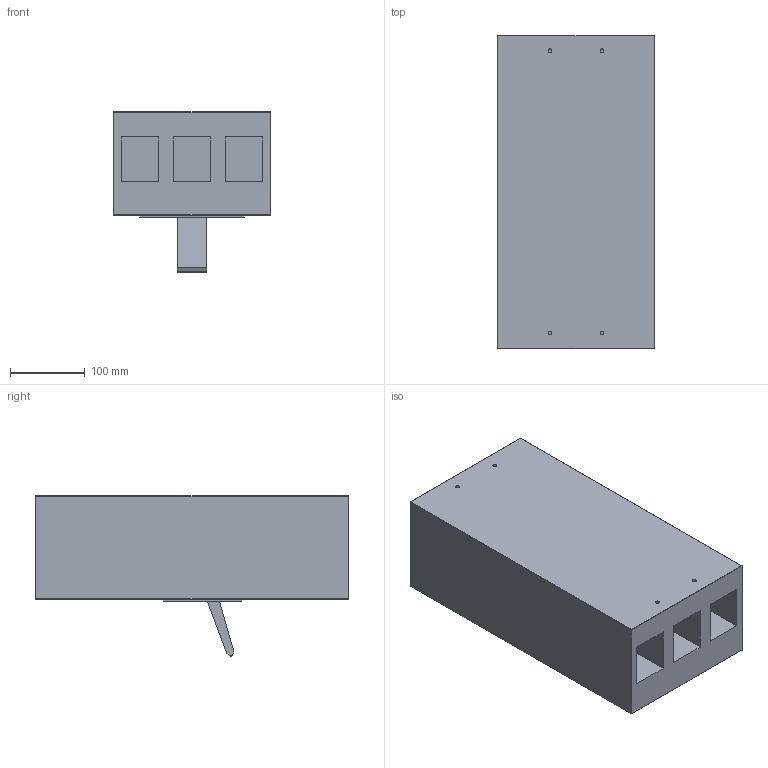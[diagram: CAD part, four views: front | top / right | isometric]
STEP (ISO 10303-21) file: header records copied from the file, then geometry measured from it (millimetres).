
FILE_DESCRIPTION (( 'STEP AP214' ), '1' );
FILE_NAME ('ÂÀ-99-1600 3-õ ïîë..STEP', '2018-03-06T11:22:41', ( '' ), ( '' ), 'SwSTEP 2.0', 'SolidWorks 2017', '' );
FILE_SCHEMA (( 'AUTOMOTIVE_DESIGN' ));
Length unit declared in the file: millimetre
Products named in the file (1): ÂÀ-99-1600 3-õ ïîë.
Bounding box: 210 x 420 x 214.5 mm (x, y, z)
Volume: 11297236.9 mm3; surface area: 433157.3 mm2
Topology: 1 solids, 1 shells, 85 faces, 185 edges, 114 vertices
Faces by surface type: plane 75, cylinder 10
Entity records: 2289 total; most frequent: CARTESIAN_POINT 385, DIRECTION 377, ORIENTED_EDGE 370, EDGE_CURVE 185, VECTOR 165, LINE 165, VERTEX_POINT 114, AXIS2_PLACEMENT_3D 106
